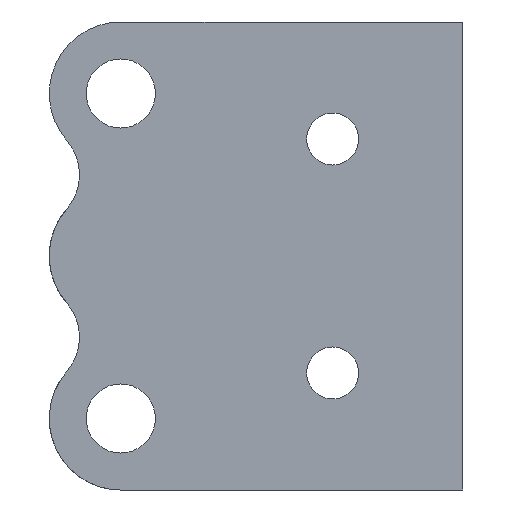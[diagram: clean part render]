
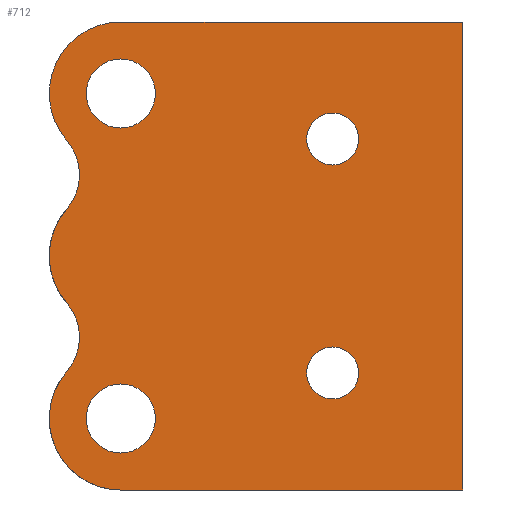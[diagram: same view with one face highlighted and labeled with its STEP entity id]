
A CAD part, left-side view. The second image highlights one B-rep face of the part: STEP entity #712.
In plain terms, the highlighted planar face has unit normal (-1, 0, 0).
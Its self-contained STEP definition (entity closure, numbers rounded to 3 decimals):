
#3 = DIRECTION ( 'NONE',  ( 1., 0., 0. ) ) ;
#6 = CIRCLE ( 'NONE', #71, 4.1 ) ;
#7 = EDGE_CURVE ( 'NONE', #732, #59, #94, .T. ) ;
#13 = ORIENTED_EDGE ( 'NONE', *, *, #845, .F. ) ;
#18 = VERTEX_POINT ( 'NONE', #991 ) ;
#52 = CIRCLE ( 'NONE', #194, 2.66 ) ;
#59 = VERTEX_POINT ( 'NONE', #772 ) ;
#68 = FACE_OUTER_BOUND ( 'NONE', #699, .T. ) ;
#71 = AXIS2_PLACEMENT_3D ( 'NONE', #1043, #816, #841 ) ;
#78 = ORIENTED_EDGE ( 'NONE', *, *, #7, .T. ) ;
#81 = DIRECTION ( 'NONE',  ( 1., 0., 0. ) ) ;
#84 = CARTESIAN_POINT ( 'NONE',  ( 0., 24., -18. ) ) ;
#94 = LINE ( 'NONE', #84, #311 ) ;
#110 = AXIS2_PLACEMENT_3D ( 'NONE', #361, #657, #953 ) ;
#124 = AXIS2_PLACEMENT_3D ( 'NONE', #373, #1280, #779 ) ;
#126 = CIRCLE ( 'NONE', #962, 2. ) ;
#132 = CARTESIAN_POINT ( 'NONE',  ( 0., 0., 18. ) ) ;
#134 = DIRECTION ( 'NONE',  ( 1., 0., 0. ) ) ;
#143 = ORIENTED_EDGE ( 'NONE', *, *, #171, .F. ) ;
#171 = EDGE_CURVE ( 'NONE', #977, #553, #237, .T. ) ;
#182 = DIRECTION ( 'NONE',  ( 1., 0., 0. ) ) ;
#194 = AXIS2_PLACEMENT_3D ( 'NONE', #1018, #134, #320 ) ;
#198 = CARTESIAN_POINT ( 'NONE',  ( 0., 26.3, 15.161 ) ) ;
#217 = DIRECTION ( 'NONE',  ( 1., 0., 0. ) ) ;
#224 = CIRCLE ( 'NONE', #748, 2.66 ) ;
#228 = CIRCLE ( 'NONE', #856, 5.5 ) ;
#237 = LINE ( 'NONE', #920, #521 ) ;
#238 = CARTESIAN_POINT ( 'NONE',  ( 0., 26.3, 18. ) ) ;
#241 = CARTESIAN_POINT ( 'NONE',  ( 0., 10., -11. ) ) ;
#248 = FACE_BOUND ( 'NONE', #819, .T. ) ;
#252 = DIRECTION ( 'NONE',  ( 0., -1., 0. ) ) ;
#266 = ORIENTED_EDGE ( 'NONE', *, *, #660, .T. ) ;
#272 = AXIS2_PLACEMENT_3D ( 'NONE', #1177, #182, #583 ) ;
#273 = CARTESIAN_POINT ( 'NONE',  ( 0., 26.3, 12.5 ) ) ;
#305 = EDGE_CURVE ( 'NONE', #732, #1179, #370, .T. ) ;
#311 = VECTOR ( 'NONE', #411, 1000. ) ;
#320 = DIRECTION ( 'NONE',  ( 0., 0., -1. ) ) ;
#322 = CARTESIAN_POINT ( 'NONE',  ( 0., 10., 11. ) ) ;
#330 = AXIS2_PLACEMENT_3D ( 'NONE', #668, #978, #662 ) ;
#353 = CARTESIAN_POINT ( 'NONE',  ( 0., 26.3, -18. ) ) ;
#358 = EDGE_CURVE ( 'NONE', #682, #692, #224, .T. ) ;
#361 = CARTESIAN_POINT ( 'NONE',  ( 0., 24., 18. ) ) ;
#370 = CIRCLE ( 'NONE', #124, 5.5 ) ;
#373 = CARTESIAN_POINT ( 'NONE',  ( 0., 26.3, -12.5 ) ) ;
#399 = CIRCLE ( 'NONE', #1030, 2.66 ) ;
#411 = DIRECTION ( 'NONE',  ( 0., -1., 0. ) ) ;
#427 = CARTESIAN_POINT ( 'NONE',  ( 0., 26.3, 12.5 ) ) ;
#428 = VERTEX_POINT ( 'NONE', #198 ) ;
#465 = ORIENTED_EDGE ( 'NONE', *, *, #1101, .F. ) ;
#476 = EDGE_LOOP ( 'NONE', ( #266, #952 ) ) ;
#477 = CARTESIAN_POINT ( 'NONE',  ( 0., 26.3, 9.84 ) ) ;
#488 = DIRECTION ( 'NONE',  ( 1., 0., 0. ) ) ;
#492 = EDGE_CURVE ( 'NONE', #1179, #1175, #6, .T. ) ;
#496 = VERTEX_POINT ( 'NONE', #322 ) ;
#506 = CIRCLE ( 'NONE', #1257, 5.5 ) ;
#508 = ORIENTED_EDGE ( 'NONE', *, *, #492, .F. ) ;
#511 = DIRECTION ( 'NONE',  ( 1., 0., 0. ) ) ;
#517 = CARTESIAN_POINT ( 'NONE',  ( 0., 30.475, -8.919 ) ) ;
#521 = VECTOR ( 'NONE', #252, 1000. ) ;
#523 = EDGE_CURVE ( 'NONE', #786, #18, #1025, .T. ) ;
#527 = VERTEX_POINT ( 'NONE', #241 ) ;
#553 = VERTEX_POINT ( 'NONE', #1117 ) ;
#558 = EDGE_CURVE ( 'NONE', #496, #846, #1109, .T. ) ;
#560 = EDGE_LOOP ( 'NONE', ( #760, #1237 ) ) ;
#567 = CARTESIAN_POINT ( 'NONE',  ( 0., 26.3, -9.839 ) ) ;
#568 = CIRCLE ( 'NONE', #614, 2.66 ) ;
#573 = FACE_BOUND ( 'NONE', #963, .T. ) ;
#583 = DIRECTION ( 'NONE',  ( 0., 0., -1. ) ) ;
#606 = DIRECTION ( 'NONE',  ( 0., 0., -1. ) ) ;
#614 = AXIS2_PLACEMENT_3D ( 'NONE', #273, #488, #1071 ) ;
#625 = DIRECTION ( 'NONE',  ( -1., 0., 0. ) ) ;
#635 = AXIS2_PLACEMENT_3D ( 'NONE', #917, #217, #725 ) ;
#657 = DIRECTION ( 'NONE',  ( 1., 0., 0. ) ) ;
#660 = EDGE_CURVE ( 'NONE', #846, #496, #126, .T. ) ;
#662 = DIRECTION ( 'NONE',  ( 0., 0., -1. ) ) ;
#663 = EDGE_CURVE ( 'NONE', #527, #1017, #1128, .T. ) ;
#668 = CARTESIAN_POINT ( 'NONE',  ( 0., 10., -9. ) ) ;
#676 = CARTESIAN_POINT ( 'NONE',  ( 0., 10., 9. ) ) ;
#682 = VERTEX_POINT ( 'NONE', #567 ) ;
#683 = DIRECTION ( 'NONE',  ( 0., 0., -1. ) ) ;
#692 = VERTEX_POINT ( 'NONE', #1245 ) ;
#699 = EDGE_LOOP ( 'NONE', ( #1158, #78, #13, #143, #1006, #1084, #465, #508 ) ) ;
#711 = DIRECTION ( 'NONE',  ( 0., 0., -1. ) ) ;
#712 = ADVANCED_FACE ( 'NONE', ( #967, #573, #248, #959, #68 ), #865, .F. ) ;
#715 = DIRECTION ( 'NONE',  ( 0., 0., -1. ) ) ;
#717 = LINE ( 'NONE', #132, #832 ) ;
#725 = DIRECTION ( 'NONE',  ( 0., 0., -1. ) ) ;
#732 = VERTEX_POINT ( 'NONE', #353 ) ;
#738 = CARTESIAN_POINT ( 'NONE',  ( 0., 30.475, -3.581 ) ) ;
#748 = AXIS2_PLACEMENT_3D ( 'NONE', #960, #1185, #1163 ) ;
#753 = EDGE_CURVE ( 'NONE', #428, #801, #568, .T. ) ;
#760 = ORIENTED_EDGE ( 'NONE', *, *, #1143, .T. ) ;
#772 = CARTESIAN_POINT ( 'NONE',  ( 0., 0., -18. ) ) ;
#779 = DIRECTION ( 'NONE',  ( 0., 0., -1. ) ) ;
#786 = VERTEX_POINT ( 'NONE', #889 ) ;
#801 = VERTEX_POINT ( 'NONE', #477 ) ;
#816 = DIRECTION ( 'NONE',  ( -1., 0., 0. ) ) ;
#819 = EDGE_LOOP ( 'NONE', ( #840, #999 ) ) ;
#821 = EDGE_CURVE ( 'NONE', #18, #977, #228, .T. ) ;
#832 = VECTOR ( 'NONE', #1119, 1000. ) ;
#840 = ORIENTED_EDGE ( 'NONE', *, *, #1269, .T. ) ;
#841 = DIRECTION ( 'NONE',  ( 0., 0., -1. ) ) ;
#845 = EDGE_CURVE ( 'NONE', #553, #59, #717, .T. ) ;
#846 = VERTEX_POINT ( 'NONE', #1012 ) ;
#856 = AXIS2_PLACEMENT_3D ( 'NONE', #427, #511, #711 ) ;
#857 = DIRECTION ( 'NONE',  ( 0., 0., -1. ) ) ;
#865 = PLANE ( 'NONE',  #110 ) ;
#889 = CARTESIAN_POINT ( 'NONE',  ( 0., 30.475, 3.581 ) ) ;
#892 = CARTESIAN_POINT ( 'NONE',  ( 0., 26.3, 0. ) ) ;
#917 = CARTESIAN_POINT ( 'NONE',  ( 0., 10., 9. ) ) ;
#920 = CARTESIAN_POINT ( 'NONE',  ( 0., 24., 18. ) ) ;
#951 = CARTESIAN_POINT ( 'NONE',  ( 0., 26.3, 12.5 ) ) ;
#952 = ORIENTED_EDGE ( 'NONE', *, *, #558, .T. ) ;
#953 = DIRECTION ( 'NONE',  ( 0., 0., -1. ) ) ;
#959 = FACE_BOUND ( 'NONE', #560, .T. ) ;
#960 = CARTESIAN_POINT ( 'NONE',  ( 0., 26.3, -12.5 ) ) ;
#962 = AXIS2_PLACEMENT_3D ( 'NONE', #676, #81, #683 ) ;
#963 = EDGE_LOOP ( 'NONE', ( #1040, #1155 ) ) ;
#967 = FACE_BOUND ( 'NONE', #476, .T. ) ;
#977 = VERTEX_POINT ( 'NONE', #238 ) ;
#978 = DIRECTION ( 'NONE',  ( 1., 0., 0. ) ) ;
#991 = CARTESIAN_POINT ( 'NONE',  ( 0., 30.475, 8.919 ) ) ;
#999 = ORIENTED_EDGE ( 'NONE', *, *, #753, .T. ) ;
#1006 = ORIENTED_EDGE ( 'NONE', *, *, #821, .F. ) ;
#1012 = CARTESIAN_POINT ( 'NONE',  ( 0., 10., 7. ) ) ;
#1017 = VERTEX_POINT ( 'NONE', #1255 ) ;
#1018 = CARTESIAN_POINT ( 'NONE',  ( 0., 26.3, -12.5 ) ) ;
#1025 = CIRCLE ( 'NONE', #1233, 4.1 ) ;
#1026 = EDGE_CURVE ( 'NONE', #1017, #527, #1234, .T. ) ;
#1030 = AXIS2_PLACEMENT_3D ( 'NONE', #951, #1159, #857 ) ;
#1040 = ORIENTED_EDGE ( 'NONE', *, *, #663, .T. ) ;
#1043 = CARTESIAN_POINT ( 'NONE',  ( 0., 33.587, -6.25 ) ) ;
#1071 = DIRECTION ( 'NONE',  ( 0., 0., -1. ) ) ;
#1084 = ORIENTED_EDGE ( 'NONE', *, *, #523, .F. ) ;
#1101 = EDGE_CURVE ( 'NONE', #1175, #786, #506, .T. ) ;
#1109 = CIRCLE ( 'NONE', #635, 2. ) ;
#1117 = CARTESIAN_POINT ( 'NONE',  ( 0., 0., 18. ) ) ;
#1119 = DIRECTION ( 'NONE',  ( 0., 0., -1. ) ) ;
#1128 = CIRCLE ( 'NONE', #330, 2. ) ;
#1143 = EDGE_CURVE ( 'NONE', #692, #682, #52, .T. ) ;
#1155 = ORIENTED_EDGE ( 'NONE', *, *, #1026, .T. ) ;
#1158 = ORIENTED_EDGE ( 'NONE', *, *, #305, .F. ) ;
#1159 = DIRECTION ( 'NONE',  ( 1., 0., 0. ) ) ;
#1163 = DIRECTION ( 'NONE',  ( 0., 0., -1. ) ) ;
#1175 = VERTEX_POINT ( 'NONE', #738 ) ;
#1177 = CARTESIAN_POINT ( 'NONE',  ( 0., 10., -9. ) ) ;
#1179 = VERTEX_POINT ( 'NONE', #517 ) ;
#1185 = DIRECTION ( 'NONE',  ( 1., 0., 0. ) ) ;
#1233 = AXIS2_PLACEMENT_3D ( 'NONE', #1239, #625, #715 ) ;
#1234 = CIRCLE ( 'NONE', #272, 2. ) ;
#1237 = ORIENTED_EDGE ( 'NONE', *, *, #358, .T. ) ;
#1239 = CARTESIAN_POINT ( 'NONE',  ( 0., 33.587, 6.25 ) ) ;
#1245 = CARTESIAN_POINT ( 'NONE',  ( 0., 26.3, -15.16 ) ) ;
#1255 = CARTESIAN_POINT ( 'NONE',  ( 0., 10., -7. ) ) ;
#1257 = AXIS2_PLACEMENT_3D ( 'NONE', #892, #3, #606 ) ;
#1269 = EDGE_CURVE ( 'NONE', #801, #428, #399, .T. ) ;
#1280 = DIRECTION ( 'NONE',  ( 1., 0., 0. ) ) ;
